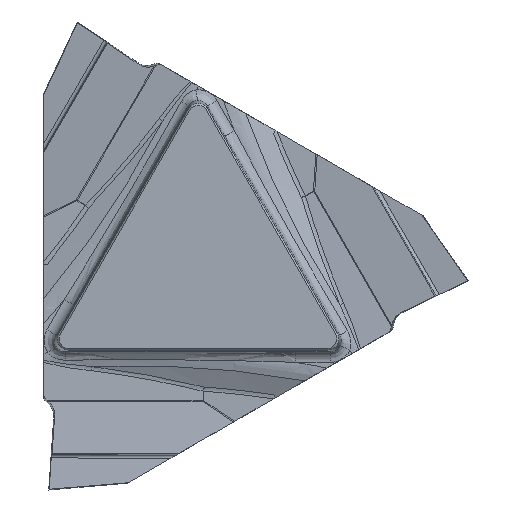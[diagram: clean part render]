
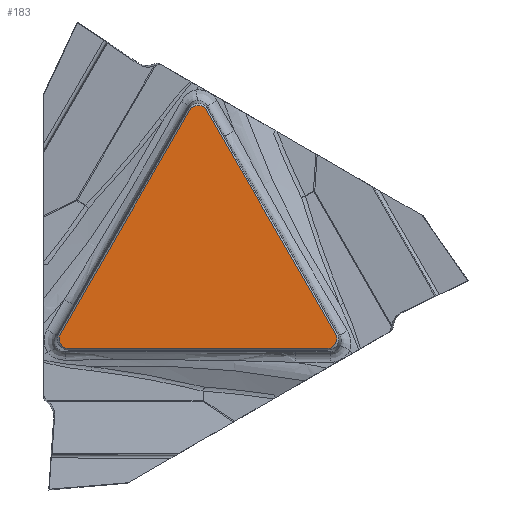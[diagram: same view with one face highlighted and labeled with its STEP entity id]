
A CAD part, left-side view. The second image highlights one B-rep face of the part: STEP entity #183.
In plain terms, the highlighted planar face has unit normal (-1, 0, 0).
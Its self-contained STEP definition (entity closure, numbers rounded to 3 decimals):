
#183=ADVANCED_FACE('',(#334),#286,.T.);
#286=PLANE('',#1863);
#334=FACE_OUTER_BOUND('',#438,.T.);
#438=EDGE_LOOP('',(#855,#856,#857,#858,#859,#860));
#571=LINE('',#2671,#700);
#572=LINE('',#2678,#701);
#573=LINE('',#2685,#702);
#700=VECTOR('',#2095,1.);
#701=VECTOR('',#2096,1.);
#702=VECTOR('',#2097,1.);
#855=ORIENTED_EDGE('',*,*,#1550,.T.);
#856=ORIENTED_EDGE('',*,*,#1551,.T.);
#857=ORIENTED_EDGE('',*,*,#1552,.T.);
#858=ORIENTED_EDGE('',*,*,#1553,.T.);
#859=ORIENTED_EDGE('',*,*,#1554,.T.);
#860=ORIENTED_EDGE('',*,*,#1555,.T.);
#1381=VERTEX_POINT('',#2669);
#1382=VERTEX_POINT('',#2670);
#1383=VERTEX_POINT('',#2672);
#1384=VERTEX_POINT('',#2677);
#1385=VERTEX_POINT('',#2679);
#1386=VERTEX_POINT('',#2684);
#1550=EDGE_CURVE('',#1381,#1382,#1776,.T.);
#1551=EDGE_CURVE('',#1382,#1383,#571,.T.);
#1552=EDGE_CURVE('',#1383,#1384,#1777,.T.);
#1553=EDGE_CURVE('',#1384,#1385,#572,.T.);
#1554=EDGE_CURVE('',#1385,#1386,#1778,.T.);
#1555=EDGE_CURVE('',#1386,#1381,#573,.T.);
#1776=B_SPLINE_CURVE_WITH_KNOTS('',3,(#2665,#2666,#2667,#2668),
 .UNSPECIFIED.,.F.,.F.,(4,4),(0.,1.),.UNSPECIFIED.);
#1777=B_SPLINE_CURVE_WITH_KNOTS('',3,(#2673,#2674,#2675,#2676),
 .UNSPECIFIED.,.F.,.F.,(4,4),(0.,1.),.UNSPECIFIED.);
#1778=B_SPLINE_CURVE_WITH_KNOTS('',3,(#2680,#2681,#2682,#2683),
 .UNSPECIFIED.,.F.,.F.,(4,4),(0.,1.),.UNSPECIFIED.);
#1863=AXIS2_PLACEMENT_3D('',#2686,#2098,#2099);
#2095=DIRECTION('',(0.,0.5,0.866));
#2096=DIRECTION('',(0.,0.5,-0.866));
#2097=DIRECTION('',(0.,-1.,0.));
#2098=DIRECTION('',(-1.,0.,0.));
#2099=DIRECTION('',(0.,0.,-1.));
#2665=CARTESIAN_POINT('',(-3.5,-5.976,-3.876));
#2666=CARTESIAN_POINT('',(-3.5,-6.286,-3.877));
#2667=CARTESIAN_POINT('',(-3.5,-6.485,-3.479));
#2668=CARTESIAN_POINT('',(-3.5,-6.345,-3.237));
#2669=CARTESIAN_POINT('',(-3.5,-5.976,-3.876));
#2670=CARTESIAN_POINT('',(-3.5,-6.345,-3.237));
#2671=CARTESIAN_POINT('',(-3.5,-6.343,-3.234));
#2672=CARTESIAN_POINT('',(-3.5,-0.369,7.114));
#2673=CARTESIAN_POINT('',(-3.5,-0.369,7.114));
#2674=CARTESIAN_POINT('',(-3.5,-0.214,7.382));
#2675=CARTESIAN_POINT('',(-3.5,0.23,7.356));
#2676=CARTESIAN_POINT('',(-3.5,0.369,7.114));
#2677=CARTESIAN_POINT('',(-3.5,0.369,7.114));
#2678=CARTESIAN_POINT('',(-3.5,0.371,7.11));
#2679=CARTESIAN_POINT('',(-3.5,6.345,-3.237));
#2680=CARTESIAN_POINT('',(-3.5,6.345,-3.237));
#2681=CARTESIAN_POINT('',(-3.5,6.5,-3.506));
#2682=CARTESIAN_POINT('',(-3.5,6.255,-3.877));
#2683=CARTESIAN_POINT('',(-3.5,5.976,-3.876));
#2684=CARTESIAN_POINT('',(-3.5,5.976,-3.876));
#2685=CARTESIAN_POINT('',(-3.5,5.972,-3.876));
#2686=CARTESIAN_POINT('',(-3.5,0.,0.));
